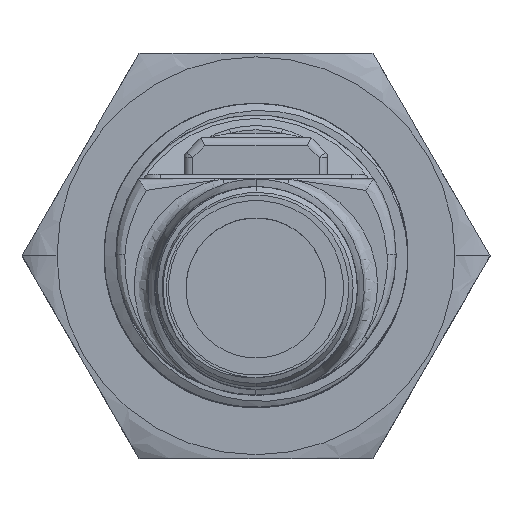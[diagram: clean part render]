
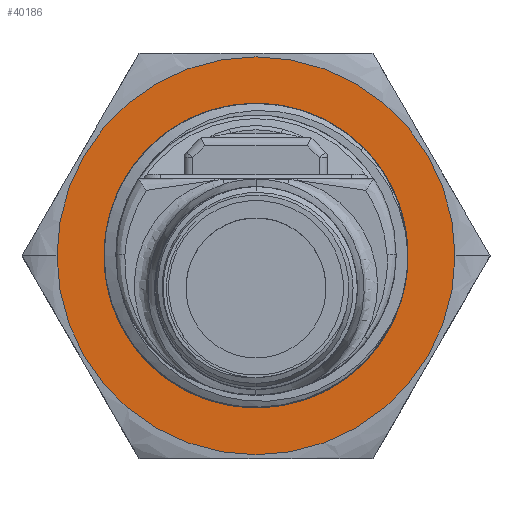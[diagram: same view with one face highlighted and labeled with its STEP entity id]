
A CAD part, top view. The second image highlights one B-rep face of the part: STEP entity #40186.
In plain terms, the highlighted planar face has unit normal (0, 0, 1).
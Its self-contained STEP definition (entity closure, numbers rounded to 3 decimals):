
#39771=CARTESIAN_POINT('',(0.,0.,3.8));
#39772=DIRECTION('',(0.,0.,1.));
#39773=DIRECTION('',(-1.,0.,0.));
#39774=AXIS2_PLACEMENT_3D('',#39771,#39772,#39773);
#39776=CARTESIAN_POINT('',(0.,0.,3.8));
#39777=DIRECTION('',(0.,0.,1.));
#39778=DIRECTION('',(1.,0.,0.));
#39779=AXIS2_PLACEMENT_3D('',#39776,#39777,#39778);
#39781=CARTESIAN_POINT('',(0.,0.,3.8));
#39782=DIRECTION('',(0.,0.,-1.));
#39783=DIRECTION('',(1.,0.,0.));
#39784=AXIS2_PLACEMENT_3D('',#39781,#39782,#39783);
#39786=CARTESIAN_POINT('',(0.,0.,3.8));
#39787=DIRECTION('',(0.,0.,-1.));
#39788=DIRECTION('',(-1.,0.,0.));
#39789=AXIS2_PLACEMENT_3D('',#39786,#39787,#39788);
#40091=CARTESIAN_POINT('',(-8.5,0.,3.8));
#40092=CARTESIAN_POINT('',(8.5,0.,3.8));
#40093=VERTEX_POINT('',#40091);
#40094=VERTEX_POINT('',#40092);
#40113=CARTESIAN_POINT('',(11.783,0.,3.8));
#40114=CARTESIAN_POINT('',(-11.783,0.,3.8));
#40115=VERTEX_POINT('',#40113);
#40116=VERTEX_POINT('',#40114);
#40171=CARTESIAN_POINT('',(0.,0.,3.8));
#40172=DIRECTION('',(0.,0.,1.));
#40173=DIRECTION('',(1.,0.,0.));
#40174=AXIS2_PLACEMENT_3D('',#40171,#40172,#40173);
#40175=PLANE('',#40174);
#40177=ORIENTED_EDGE('',*,*,#40176,.T.);
#40179=ORIENTED_EDGE('',*,*,#40178,.T.);
#40180=EDGE_LOOP('',(#40177,#40179));
#40181=FACE_OUTER_BOUND('',#40180,.F.);
#40182=ORIENTED_EDGE('',*,*,#40151,.T.);
#40183=ORIENTED_EDGE('',*,*,#40165,.T.);
#40184=EDGE_LOOP('',(#40182,#40183));
#40185=FACE_BOUND('',#40184,.F.);
#40186=ADVANCED_FACE('',(#40181,#40185),#40175,.T.);
#39775=CIRCLE('',#39774,8.5);
#39780=CIRCLE('',#39779,8.5);
#39785=CIRCLE('',#39784,11.783);
#39790=CIRCLE('',#39789,11.783);
#40151=EDGE_CURVE('',#40093,#40094,#39775,.T.);
#40165=EDGE_CURVE('',#40094,#40093,#39780,.T.);
#40176=EDGE_CURVE('',#40115,#40116,#39785,.T.);
#40178=EDGE_CURVE('',#40116,#40115,#39790,.T.);
